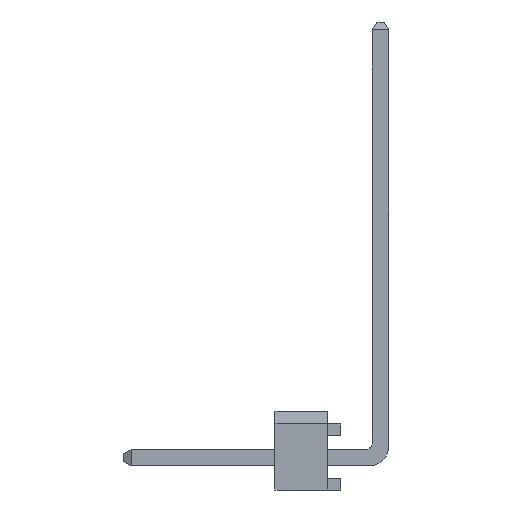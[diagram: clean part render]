
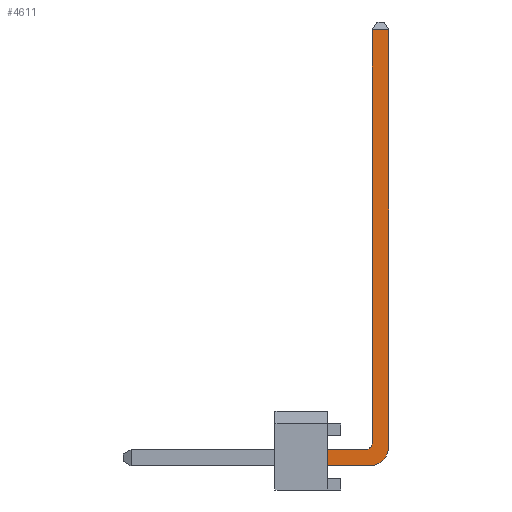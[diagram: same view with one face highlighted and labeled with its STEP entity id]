
A CAD part, left-side view. The second image highlights one B-rep face of the part: STEP entity #4611.
In plain terms, the highlighted planar face has unit normal (-1, 0, 0).
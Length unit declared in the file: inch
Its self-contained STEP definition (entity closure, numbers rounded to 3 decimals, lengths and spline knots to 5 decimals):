
#39=CIRCLE('',#4902,0.01);
#40=CIRCLE('',#4903,0.03);
#93=ORIENTED_EDGE('',*,*,#1423,.F.);
#94=ORIENTED_EDGE('',*,*,#1424,.F.);
#95=ORIENTED_EDGE('',*,*,#1425,.T.);
#96=ORIENTED_EDGE('',*,*,#1426,.F.);
#97=ORIENTED_EDGE('',*,*,#1427,.F.);
#98=ORIENTED_EDGE('',*,*,#1428,.F.);
#99=ORIENTED_EDGE('',*,*,#1429,.F.);
#100=ORIENTED_EDGE('',*,*,#1430,.F.);
#1423=EDGE_CURVE('',#2055,#2072,#2505,.T.);
#1424=EDGE_CURVE('',#2083,#2055,#2506,.T.);
#1425=EDGE_CURVE('',#2083,#2084,#39,.T.);
#1426=EDGE_CURVE('',#2085,#2084,#2507,.T.);
#1427=EDGE_CURVE('',#2086,#2085,#2508,.T.);
#1428=EDGE_CURVE('',#2087,#2086,#2509,.T.);
#1429=EDGE_CURVE('',#2088,#2087,#40,.T.);
#1430=EDGE_CURVE('',#2072,#2088,#2510,.T.);
#2055=VERTEX_POINT('',#6381);
#2072=VERTEX_POINT('',#6425);
#2083=VERTEX_POINT('',#6457);
#2084=VERTEX_POINT('',#6459);
#2085=VERTEX_POINT('',#6461);
#2086=VERTEX_POINT('',#6463);
#2087=VERTEX_POINT('',#6465);
#2088=VERTEX_POINT('',#6467);
#2505=LINE('',#6455,#3161);
#2506=LINE('',#6456,#3162);
#2507=LINE('',#6460,#3163);
#2508=LINE('',#6462,#3164);
#2509=LINE('',#6464,#3165);
#2510=LINE('',#6468,#3166);
#3161=VECTOR('',#5229,39.37008);
#3162=VECTOR('',#5230,39.37008);
#3163=VECTOR('',#5233,39.37008);
#3164=VECTOR('',#5234,39.37008);
#3165=VECTOR('',#5235,39.37008);
#3166=VECTOR('',#5238,39.37008);
#3791=EDGE_LOOP('',(#93,#94,#95,#96,#97,#98,#99,#100));
#4073=FACE_BOUND('',#3791,.T.);
#4355=PLANE('',#4901);
#4611=ADVANCED_FACE('',(#4073),#4355,.F.);
#4901=AXIS2_PLACEMENT_3D('',#6454,#5227,#5228);
#4902=AXIS2_PLACEMENT_3D('',#6458,#5231,#5232);
#4903=AXIS2_PLACEMENT_3D('',#6466,#5236,#5237);
#5227=DIRECTION('',(1.,0.,0.));
#5228=DIRECTION('',(0.,0.,-1.));
#5229=DIRECTION('',(0.,-1.,0.));
#5230=DIRECTION('',(0.,0.,1.));
#5231=DIRECTION('',(1.,0.,0.));
#5232=DIRECTION('',(0.,0.,-1.));
#5233=DIRECTION('',(0.,-1.,0.));
#5234=DIRECTION('',(0.,0.,1.));
#5235=DIRECTION('',(0.,1.,0.));
#5236=DIRECTION('',(1.,0.,0.));
#5237=DIRECTION('',(0.,0.,-1.));
#5238=DIRECTION('',(0.,0.,-1.));
#6381=CARTESIAN_POINT('',(-0.2125,0.0125,0.648));
#6425=CARTESIAN_POINT('',(-0.2125,-0.0125,0.648));
#6454=CARTESIAN_POINT('',(-0.2125,0.0175,0.0175));
#6455=CARTESIAN_POINT('',(-0.2125,0.0175,0.648));
#6456=CARTESIAN_POINT('',(-0.2125,0.0125,0.0225));
#6457=CARTESIAN_POINT('',(-0.2125,0.0125,0.0225));
#6458=CARTESIAN_POINT('',(-0.2125,0.0225,0.0225));
#6459=CARTESIAN_POINT('',(-0.2125,0.0225,0.0125));
#6460=CARTESIAN_POINT('',(-0.2125,0.378,0.0125));
#6461=CARTESIAN_POINT('',(-0.2125,0.11,0.0125));
#6462=CARTESIAN_POINT('',(-0.2125,0.11,0.0175));
#6463=CARTESIAN_POINT('',(-0.2125,0.11,-0.0125));
#6464=CARTESIAN_POINT('',(-0.2125,0.0175,-0.0125));
#6465=CARTESIAN_POINT('',(-0.2125,0.0175,-0.0125));
#6466=CARTESIAN_POINT('',(-0.2125,0.0175,0.0175));
#6467=CARTESIAN_POINT('',(-0.2125,-0.0125,0.0175));
#6468=CARTESIAN_POINT('',(-0.2125,-0.0125,0.648));
